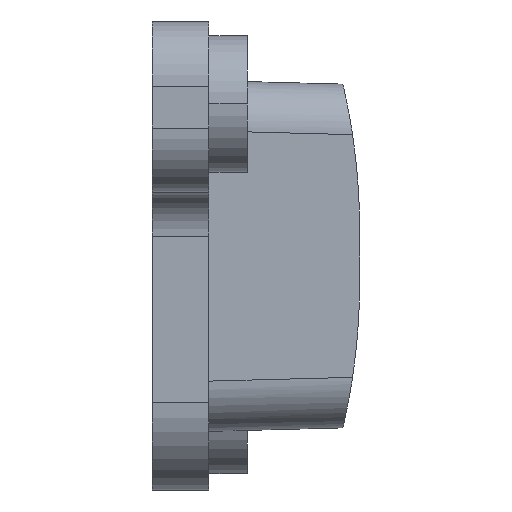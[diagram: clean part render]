
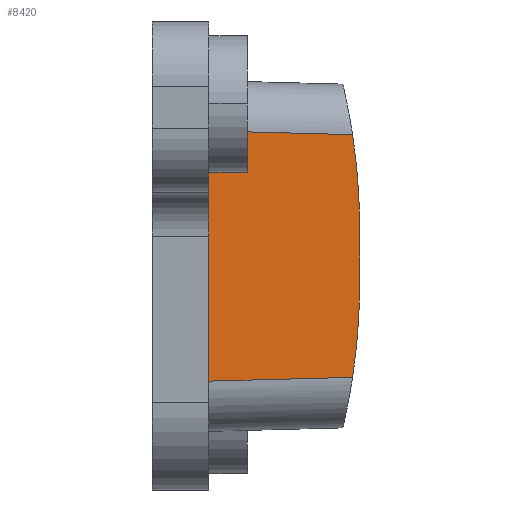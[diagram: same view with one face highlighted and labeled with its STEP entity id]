
A CAD part, left-side view. The second image highlights one B-rep face of the part: STEP entity #8420.
In plain terms, the highlighted planar face has unit normal (-1, -0.026, 0).
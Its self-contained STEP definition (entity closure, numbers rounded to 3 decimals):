
#1160=CARTESIAN_POINT('',(18.35,-23.092,
-10.463));
#1170=VERTEX_POINT('',#1160);
#1200=CARTESIAN_POINT('',(17.75,-0.17,
-9.863));
#1210=DIRECTION('',(-0.026,0.999,
0.026));
#1220=VECTOR('',#1210,1.);
#1230=LINE('',#1200,#1220);
#1240=CARTESIAN_POINT('',(17.863,-4.515,
-9.976));
#1250=VERTEX_POINT('',#1240);
#1260=EDGE_CURVE('',#1170,#1250,#1230,.T.);
#6200=CARTESIAN_POINT('',(18.374,-24.015,
-22.75));
#6210=VERTEX_POINT('',#6200);
#6240=CARTESIAN_POINT('',(16.227,57.985,
-22.729));
#6250=DIRECTION('',(-1.,-0.026,-0.));
#6260=DIRECTION('',(-0.026,1.,0.));
#6270=AXIS2_PLACEMENT_3D('',#6240,#6250,#6260);
#6280=ELLIPSE('',#6270,82.028,82.);
#6290=EDGE_CURVE('',#6210,#1170,#6280,.T.);
#8020=CARTESIAN_POINT('',(17.863,-4.515,0.));
#8030=DIRECTION('',(-1.,-0.026,-0.));
#8040=DIRECTION('',(-0.026,1.,0.));
#8050=AXIS2_PLACEMENT_3D('',#8020,#8030,#8040);
#8060=PLANE('',#8050);
#8070=CARTESIAN_POINT('',(18.374,-24.015,0.));
#8080=DIRECTION('',(0.,0.,-1.));
#8090=VECTOR('',#8080,1.);
#8100=LINE('',#8070,#8090);
#8110=CARTESIAN_POINT('',(18.374,-24.015,
-29.55));
#8120=VERTEX_POINT('',#8110);
#8130=EDGE_CURVE('',#6210,#8120,#8100,.T.);
#8140=ORIENTED_EDGE('',*,*,#8130,.F.);
#8150=CARTESIAN_POINT('',(16.227,57.985,
-29.571));
#8160=DIRECTION('',(-1.,-0.026,-0.));
#8170=DIRECTION('',(-0.026,1.,0.));
#8180=AXIS2_PLACEMENT_3D('',#8150,#8160,#8170);
#8190=ELLIPSE('',#8180,82.028,82.);
#8200=CARTESIAN_POINT('',(18.35,-23.092,
-41.837));
#8210=VERTEX_POINT('',#8200);
#8220=EDGE_CURVE('',#8210,#8120,#8190,.T.);
#8230=ORIENTED_EDGE('',*,*,#8220,.T.);
#8240=CARTESIAN_POINT('',(17.75,-0.17,
-42.437));
#8250=DIRECTION('',(0.026,-0.999,
0.026));
#8260=VECTOR('',#8250,1.);
#8270=LINE('',#8240,#8260);
#8280=CARTESIAN_POINT('',(17.863,-4.515,
-42.324));
#8290=VERTEX_POINT('',#8280);
#8300=EDGE_CURVE('',#8290,#8210,#8270,.T.);
#8310=ORIENTED_EDGE('',*,*,#8300,.T.);
#8320=CARTESIAN_POINT('',(17.863,-4.515,0.));
#8330=DIRECTION('',(0.,-0.,-1.));
#8340=VECTOR('',#8330,1.);
#8350=LINE('',#8320,#8340);
#8360=EDGE_CURVE('',#1250,#8290,#8350,.T.);
#8370=ORIENTED_EDGE('',*,*,#8360,.T.);
#8380=ORIENTED_EDGE('',*,*,#1260,.T.);
#8390=ORIENTED_EDGE('',*,*,#6290,.T.);
#8400=EDGE_LOOP('',(#8390,#8380,#8370,#8310,#8230,#8140));
#8410=FACE_OUTER_BOUND('',#8400,.T.);
#8420=ADVANCED_FACE('',(#8410),#8060,.T.);
